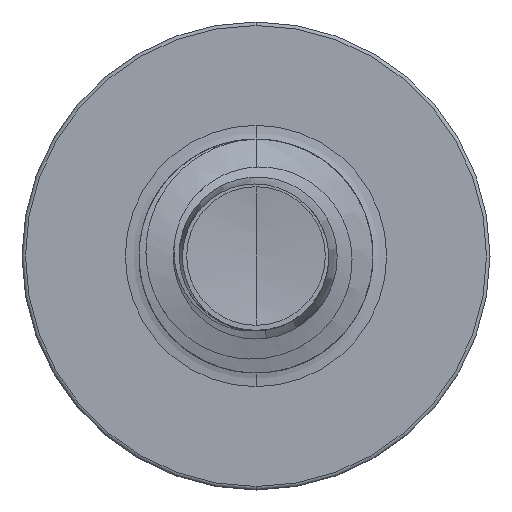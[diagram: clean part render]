
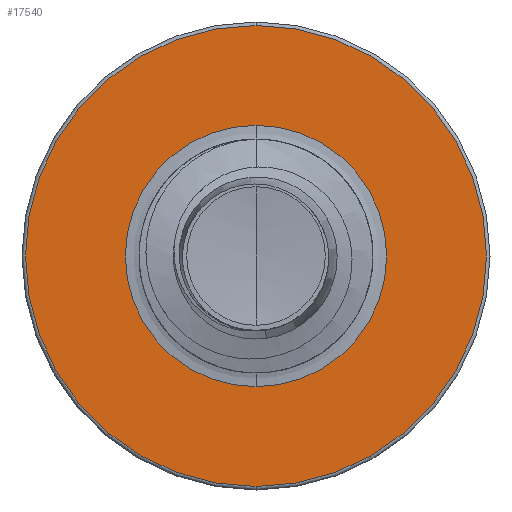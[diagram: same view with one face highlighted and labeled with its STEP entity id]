
A CAD part, front view. The second image highlights one B-rep face of the part: STEP entity #17540.
In plain terms, the highlighted planar face has unit normal (0, -1, 0).
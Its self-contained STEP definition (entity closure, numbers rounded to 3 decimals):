
#105 = AXIS2_PLACEMENT_3D ( 'NONE', #20422, #11399, #911 ) ;
#911 = DIRECTION ( 'NONE',  ( 0., 0., 1. ) ) ;
#1951 = CARTESIAN_POINT ( 'NONE',  ( 0., 5., -0.558 ) ) ;
#2181 = ORIENTED_EDGE ( 'NONE', *, *, #16782, .T. ) ;
#2340 = DIRECTION ( 'NONE',  ( 0., 1., 0. ) ) ;
#3469 = EDGE_LOOP ( 'NONE', ( #2181, #19281 ) ) ;
#3995 = CIRCLE ( 'NONE', #7926, 0.558 ) ;
#4757 = DIRECTION ( 'NONE',  ( 0., 1., 0. ) ) ;
#4858 = EDGE_LOOP ( 'NONE', ( #17390, #6315 ) ) ;
#4885 = VERTEX_POINT ( 'NONE', #12015 ) ;
#6315 = ORIENTED_EDGE ( 'NONE', *, *, #17919, .F. ) ;
#6327 = AXIS2_PLACEMENT_3D ( 'NONE', #19084, #19223, #10280 ) ;
#6358 = EDGE_CURVE ( 'NONE', #17986, #4885, #7498, .T. ) ;
#7498 = CIRCLE ( 'NONE', #10179, 0.985 ) ;
#7926 = AXIS2_PLACEMENT_3D ( 'NONE', #12643, #2340, #14220 ) ;
#8518 = VERTEX_POINT ( 'NONE', #1951 ) ;
#8551 = PLANE ( 'NONE',  #6327 ) ;
#8848 = CARTESIAN_POINT ( 'NONE',  ( 0., 5., 0. ) ) ;
#10179 = AXIS2_PLACEMENT_3D ( 'NONE', #14756, #4757, #16154 ) ;
#10280 = DIRECTION ( 'NONE',  ( 0., 0., 1. ) ) ;
#10545 = DIRECTION ( 'NONE',  ( 0., 0., 1. ) ) ;
#10955 = VERTEX_POINT ( 'NONE', #19065 ) ;
#11399 = DIRECTION ( 'NONE',  ( 0., 1., 0. ) ) ;
#12015 = CARTESIAN_POINT ( 'NONE',  ( 0., 5., -0.985 ) ) ;
#12310 = EDGE_CURVE ( 'NONE', #8518, #10955, #3995, .T. ) ;
#12643 = CARTESIAN_POINT ( 'NONE',  ( 0., 5., 0. ) ) ;
#12712 = FACE_BOUND ( 'NONE', #3469, .T. ) ;
#14220 = DIRECTION ( 'NONE',  ( 0., 0., 1. ) ) ;
#14756 = CARTESIAN_POINT ( 'NONE',  ( 0., 5., 0. ) ) ;
#14883 = CIRCLE ( 'NONE', #105, 0.985 ) ;
#15940 = CARTESIAN_POINT ( 'NONE',  ( 0., 5., 0.985 ) ) ;
#16154 = DIRECTION ( 'NONE',  ( 0., 0., 1. ) ) ;
#16782 = EDGE_CURVE ( 'NONE', #10955, #8518, #18806, .T. ) ;
#17005 = FACE_OUTER_BOUND ( 'NONE', #4858, .T. ) ;
#17390 = ORIENTED_EDGE ( 'NONE', *, *, #6358, .F. ) ;
#17540 = ADVANCED_FACE ( 'NONE', ( #17005, #12712 ), #8551, .F. ) ;
#17919 = EDGE_CURVE ( 'NONE', #4885, #17986, #14883, .T. ) ;
#17986 = VERTEX_POINT ( 'NONE', #15940 ) ;
#18806 = CIRCLE ( 'NONE', #19290, 0.558 ) ;
#19065 = CARTESIAN_POINT ( 'NONE',  ( 0., 5., 0.558 ) ) ;
#19084 = CARTESIAN_POINT ( 'NONE',  ( 0., 5., -0.558 ) ) ;
#19223 = DIRECTION ( 'NONE',  ( 0., 1., 0. ) ) ;
#19281 = ORIENTED_EDGE ( 'NONE', *, *, #12310, .T. ) ;
#19290 = AXIS2_PLACEMENT_3D ( 'NONE', #8848, #19506, #10545 ) ;
#19506 = DIRECTION ( 'NONE',  ( 0., 1., 0. ) ) ;
#20422 = CARTESIAN_POINT ( 'NONE',  ( 0., 5., 0. ) ) ;
